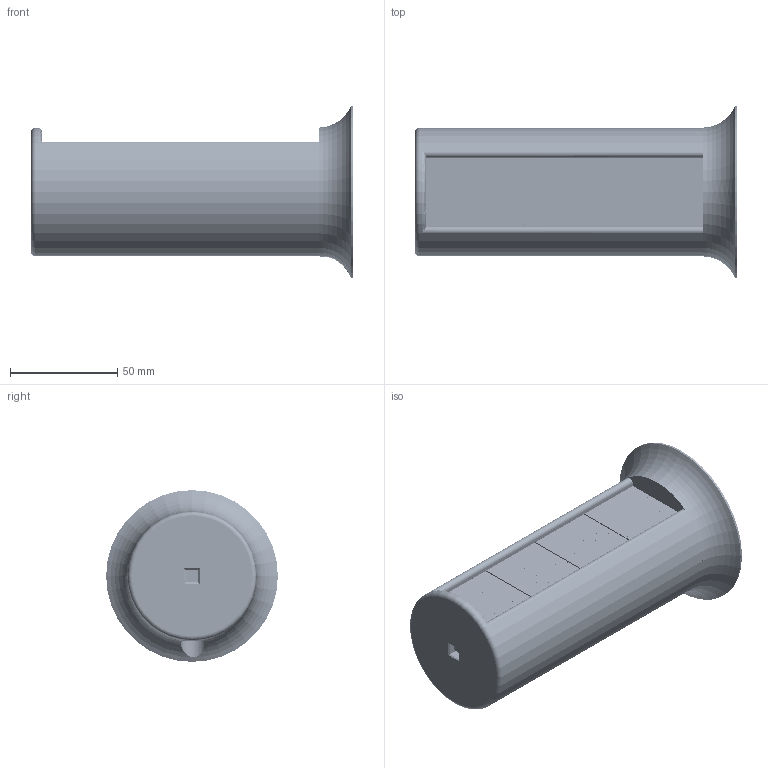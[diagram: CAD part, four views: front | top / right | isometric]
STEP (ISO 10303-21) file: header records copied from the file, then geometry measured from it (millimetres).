
FILE_DESCRIPTION(/* description */ ('STEP AP242','CAx-IF Rec.Pracs.---Representation and Presentation of Product Manufacturing Information (PMI)---4.0---2014-10-13','CAx-IF Rec.Pracs.---3D Tessellated Geometry---0.4---2014-09-14','2;1'),/* implementation_level */ '2;1');
FILE_NAME(/* name */ '62126ff27fa437219407eee1',/* time_stamp */ '2022-02-20T16:44:37+00:00',/* author */ (''),/* organization */ (''),/* preprocessor_version */ 'ST-DEVELOPER v18.101',/* originating_system */ ' ',/* authorisation */ ' ');
FILE_SCHEMA (('AP242_MANAGED_MODEL_BASED_3D_ENGINEERING_MIM_LF { 1 0 10303 442 1 1 4 }'));
Length unit declared in the file: metre
Products named in the file (124): Assembly 2; Base; Part 92; Case; matrix-led-32x8-4-modules-8x8-with-max7219-1.snapshot.2 <1>; Body2; MAX7219--3DModel-STEP-56544; PCB; 8x female rounded header <4>; Part 103; Part 108; Part 96; Part 99; Part 102; Part 104; Part 98; 8x female rounded header; Part 100; Part 101; Part 97; Part 95; Part 94; Part 105; Part 106; Part 107; 8x female rounded header <7>; 8x female rounded header <5>; 8x female rounded header <8>; 8x female rounded header <6>; 8x female rounded header <1>; 1088AS <1>; Part 85; Part 75; Part 60; Part 88; Part 39; Part 53; Part 65; Part 90; Part 73 ...
Assembly tree (505 placements, depth 4):
  Assembly 2
    Base
    Part 92
    Case
    matrix-led-32x8-4-modules-8x8-with-max7219-1.snapshot.2 <1>
      Body2
      MAX7219--3DModel-STEP-56544  x4
      PCB
      8x female rounded header <4>
        Part 103
        Part 108
        Part 96
        Part 99
        Part 102
        Part 104
        Part 98
        8x female rounded header
        Part 100
        Part 101
        Part 97
        Part 95
        Part 94
        Part 105
        Part 106
        Part 107
      8x female rounded header <7>
        Part 105
        Part 99
        Part 94
        Part 96
        Part 102
        Part 100
        Part 103
        Part 97
        Part 101
        Part 98
        Part 108
        Part 104
        8x female rounded header
        Part 106
        Part 95
        Part 107
      8x female rounded header <5>
        Part 108
        8x female rounded header
        Part 104
        Part 106
        Part 95
        Part 107
        Part 105
        Part 99
        Part 94
        Part 96
        Part 102
        Part 100
        Part 97
        Part 101
        Part 98
        Part 103
      8x female rounded header <8>
Bounding box: 149.94 x 80 x 80 mm (x, y, z)
Volume: 164015.6 mm3; surface area: 101122.3 mm2
Topology: 492 solids, 492 shells, 4407 faces, 9686 edges, 6401 vertices
Faces by surface type: plane 2930, cylinder 1005, bspline 212, cone 192, torus 68
Full cylindrical faces by diameter (mm): 0.5 x64, 0.51 x64, 0.75 x64, 1 x104, 1.023 x4, 2 x128, 3 x518, 3.2 x16, 7 x3, 12 x1, 36 x1, 60.002 x1, 80 x1
Entity records: 46652 total; most frequent: CARTESIAN_POINT 9388, DIRECTION 6273, ORIENTED_EDGE 4714, AXIS2_PLACEMENT_3D 2382, EDGE_CURVE 2357, FACE_BOUND 1991, EDGE_LOOP 1983, VERTEX_POINT 1760
